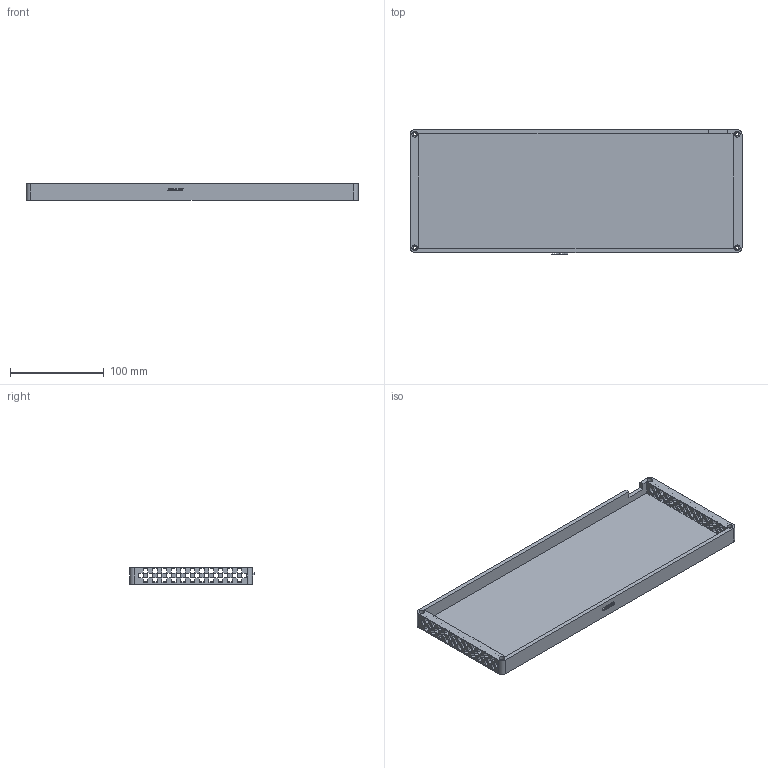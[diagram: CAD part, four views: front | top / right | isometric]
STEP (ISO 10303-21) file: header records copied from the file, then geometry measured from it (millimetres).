
FILE_DESCRIPTION(/* description */ (''),/* implementation_level */ '2;1');
FILE_NAME(/* name */ 'Bitsteam Case.step',/* time_stamp */ '2026-02-20T10:25:10+05:30',/* author */ (''),/* organization */ (''),/* preprocessor_version */ 'ST-DEVELOPER v20.1',/* originating_system */ 'Autodesk Translation Framework v14.24.0.0',/* authorisation */ '');
FILE_SCHEMA (('AUTOMOTIVE_DESIGN { 1 0 10303 214 3 1 1 }'));
Length unit declared in the file: millimetre
Products named in the file (1): 2025-07-29-16-21-53-097
Bounding box: 354 x 133.03 x 18 mm (x, y, z)
Volume: 203216.6 mm3; surface area: 134345.2 mm2
Topology: 32 solids, 32 shells, 545 faces, 1387 edges, 910 vertices
Faces by surface type: plane 469, bspline 60, cylinder 16
Full cylindrical faces by diameter (mm): 3.4 x4, 6 x8
Entity records: 16726 total; most frequent: CARTESIAN_POINT 3863, ORIENTED_EDGE 2774, DIRECTION 2275, EDGE_CURVE 1387, LINE 1231, VECTOR 1231, VERTEX_POINT 910, EDGE_LOOP 575
